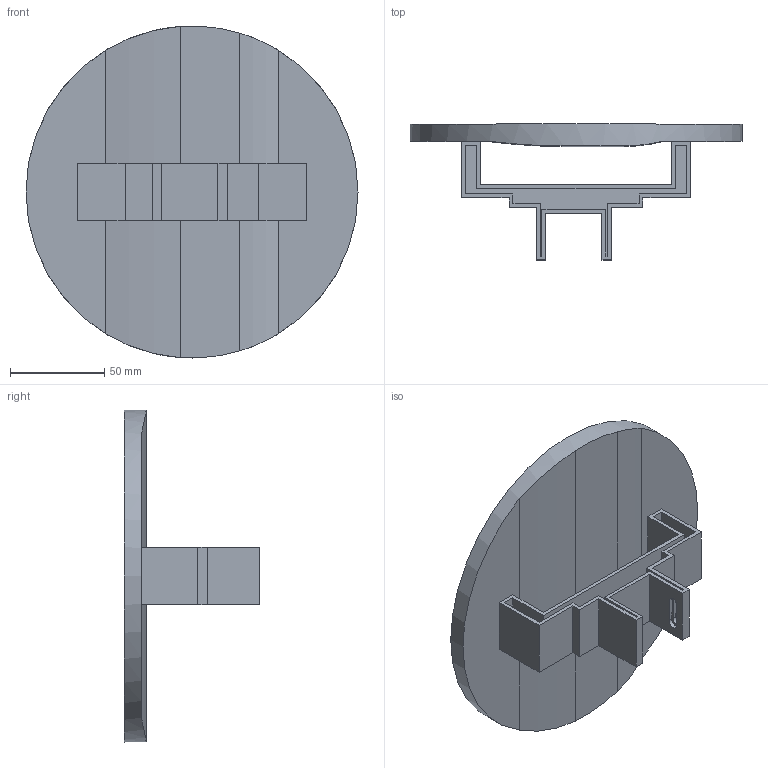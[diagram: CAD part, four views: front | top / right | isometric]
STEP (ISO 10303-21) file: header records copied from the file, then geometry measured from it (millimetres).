
FILE_DESCRIPTION(/* description */ (''),/* implementation_level */ '2;1');
FILE_NAME(/* name */ 'Untitled v9.step',/* time_stamp */ '2025-06-11T10:58:16-04:00',/* author */ (''),/* organization */ (''),/* preprocessor_version */ 'ST-DEVELOPER v20.1',/* originating_system */ 'Autodesk Translation Framework v14.4.0.0',/* authorisation */ '');
FILE_SCHEMA (('AUTOMOTIVE_DESIGN { 1 0 10303 214 3 1 1 }'));
Length unit declared in the file: inch
Products named in the file (2): Untitled; Component4
Assembly tree (1 placements, depth 2):
  Untitled
    Component4
Bounding box: 176.53 x 72.17 x 176.53 mm (x, y, z)
Volume: 177937 mm3; surface area: 84265 mm2
Topology: 1 solids, 1 shells, 60 faces, 169 edges, 112 vertices
Faces by surface type: plane 49, cylinder 7, torus 3, bspline 1
Full cylindrical faces by diameter (mm): 176.53 x1
Entity records: 2030 total; most frequent: CARTESIAN_POINT 398, ORIENTED_EDGE 338, DIRECTION 313, EDGE_CURVE 169, LINE 141, VECTOR 141, VERTEX_POINT 112, AXIS2_PLACEMENT_3D 86
